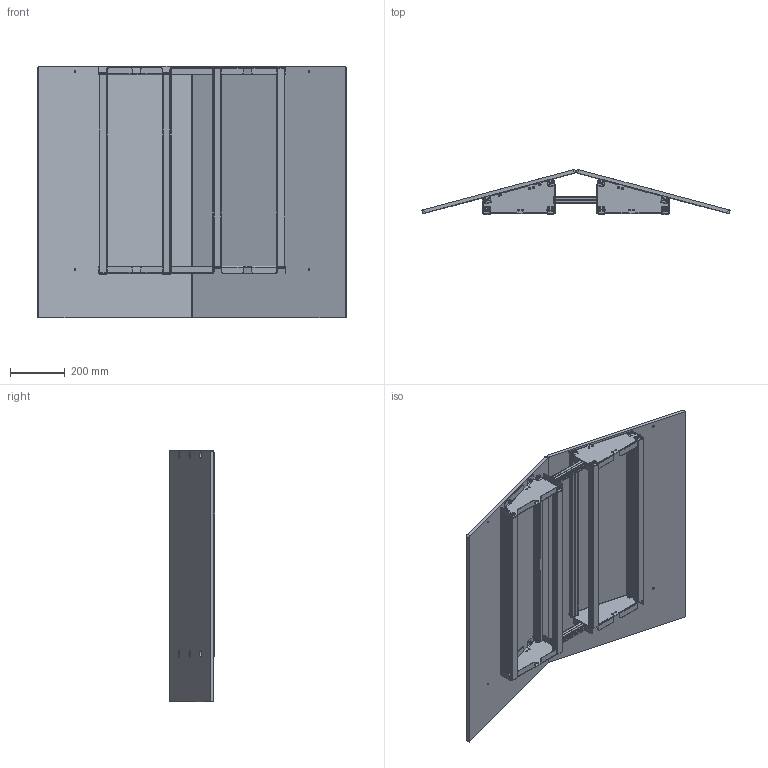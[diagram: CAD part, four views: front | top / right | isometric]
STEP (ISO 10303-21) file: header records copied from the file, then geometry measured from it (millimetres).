
FILE_DESCRIPTION (( 'STEP AP214' ), '1' );
FILE_NAME ('am-5770_half GE-26100 Bump Assembly.STEP', '2025-12-17T14:38:39', ( '' ), ( '' ), 'SwSTEP 2.0', 'SolidWorks 2024', '' );
FILE_SCHEMA (( 'AUTOMOTIVE_DESIGN' ));
Length unit declared in the file: inch
Products named in the file (9): am-3090-0600 6.000in Peanut; HHCS 14-20 X 750_91309A540; am-5762 GE-26100 Bracket, AM Version V2; am-5770_half GE-26100 Bump Assembly; am-1310 FHTS 0.25-20-0.75_FHTS 0.25-20-G-0.75-C; am-5761_half GE-26100 Plate, AM Version, Half; 14-20 Nylock Nut_97135A210; am-3090-2847 28.467in Peanut; velcro_1
Assembly tree (76 placements, depth 2):
  am-5770_half GE-26100 Bump Assembly
    am-5762 GE-26100 Bracket, AM Version V2  x4
    am-5761_half GE-26100 Plate, AM Version, Half  x2
    am-3090-2847 28.467in Peanut  x8
    am-3090-0600 6.000in Peanut  x2
    am-1310 FHTS 0.25-20-0.75_FHTS 0.25-20-G-0.75-C  x40
    14-20 Nylock Nut_97135A210  x8
    HHCS 14-20 X 750_91309A540  x8
    velcro_1  x4
Bounding box: 1126.99 x 165.53 x 920.75 mm (x, y, z)
Volume: 15341855.6 mm3; surface area: 4154789.9 mm2
Topology: 92 solids, 92 shells, 3042 faces, 7554 edges, 4844 vertices
Faces by surface type: cylinder 1320, plane 1202, cone 448, torus 48, bspline 24
Entity records: 16841 total; most frequent: CARTESIAN_POINT 5777, DIRECTION 2320, ORIENTED_EDGE 2148, EDGE_CURVE 1074, AXIS2_PLACEMENT_3D 898, VERTEX_POINT 688, LINE 524, VECTOR 524
